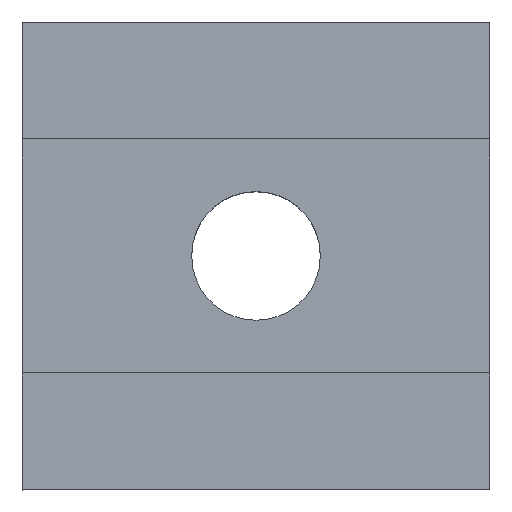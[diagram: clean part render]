
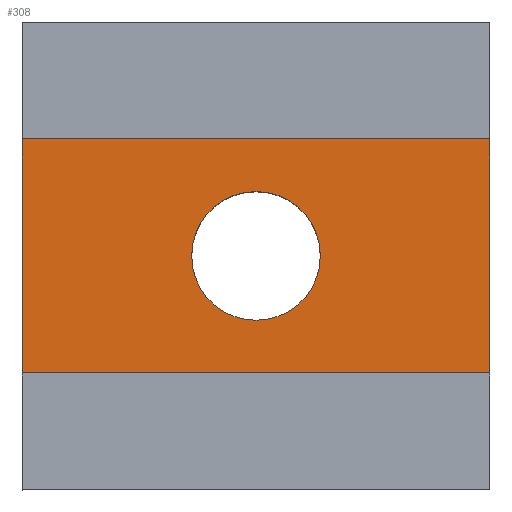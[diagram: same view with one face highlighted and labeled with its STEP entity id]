
A CAD part, top view. The second image highlights one B-rep face of the part: STEP entity #308.
In plain terms, the highlighted planar face has unit normal (0, 0, 1).
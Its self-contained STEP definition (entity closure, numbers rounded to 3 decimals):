
#1 = DIRECTION ( 'NONE',  ( 0., 0., 1. ) ) ;
#37 = CARTESIAN_POINT ( 'NONE',  ( 0., 0., 0. ) ) ;
#66 = LINE ( 'NONE', #289, #164 ) ;
#76 = CARTESIAN_POINT ( 'NONE',  ( 0., -1.65, 0. ) ) ;
#83 = ORIENTED_EDGE ( 'NONE', *, *, #201, .T. ) ;
#98 = DIRECTION ( 'NONE',  ( 0., -1., 0. ) ) ;
#99 = AXIS2_PLACEMENT_3D ( 'NONE', #395, #394, #433 ) ;
#104 = CARTESIAN_POINT ( 'NONE',  ( 6., -3., 0. ) ) ;
#105 = CARTESIAN_POINT ( 'NONE',  ( -6., 3., 0. ) ) ;
#106 = PLANE ( 'NONE',  #370 ) ;
#129 = VECTOR ( 'NONE', #141, 1000. ) ;
#141 = DIRECTION ( 'NONE',  ( -1., 0., 0. ) ) ;
#148 = FACE_OUTER_BOUND ( 'NONE', #208, .T. ) ;
#153 = VECTOR ( 'NONE', #98, 1000. ) ;
#159 = EDGE_CURVE ( 'NONE', #450, #313, #285, .T. ) ;
#164 = VECTOR ( 'NONE', #414, 1000. ) ;
#176 = VECTOR ( 'NONE', #210, 1000. ) ;
#180 = DIRECTION ( 'NONE',  ( 1., 0., 0. ) ) ;
#181 = CARTESIAN_POINT ( 'NONE',  ( 0., 1.65, 0. ) ) ;
#191 = EDGE_CURVE ( 'NONE', #312, #313, #66, .T. ) ;
#201 = EDGE_CURVE ( 'NONE', #337, #450, #479, .T. ) ;
#208 = EDGE_LOOP ( 'NONE', ( #300, #272, #83, #430 ) ) ;
#210 = DIRECTION ( 'NONE',  ( 1., 0., 0. ) ) ;
#229 = EDGE_LOOP ( 'NONE', ( #243, #294 ) ) ;
#243 = ORIENTED_EDGE ( 'NONE', *, *, #334, .T. ) ;
#245 = CARTESIAN_POINT ( 'NONE',  ( -6.6, -3., 0. ) ) ;
#268 = CIRCLE ( 'NONE', #99, 1.65 ) ;
#272 = ORIENTED_EDGE ( 'NONE', *, *, #342, .T. ) ;
#285 = LINE ( 'NONE', #245, #176 ) ;
#289 = CARTESIAN_POINT ( 'NONE',  ( 6., -6.6, 0. ) ) ;
#294 = ORIENTED_EDGE ( 'NONE', *, *, #463, .T. ) ;
#296 = CARTESIAN_POINT ( 'NONE',  ( 6., 3., 0. ) ) ;
#300 = ORIENTED_EDGE ( 'NONE', *, *, #191, .F. ) ;
#301 = DIRECTION ( 'NONE',  ( 0., 0., -1. ) ) ;
#308 = ADVANCED_FACE ( 'NONE', ( #148, #459 ), #106, .T. ) ;
#312 = VERTEX_POINT ( 'NONE', #296 ) ;
#313 = VERTEX_POINT ( 'NONE', #104 ) ;
#331 = VERTEX_POINT ( 'NONE', #76 ) ;
#334 = EDGE_CURVE ( 'NONE', #331, #356, #405, .T. ) ;
#337 = VERTEX_POINT ( 'NONE', #105 ) ;
#342 = EDGE_CURVE ( 'NONE', #312, #337, #419, .T. ) ;
#347 = CARTESIAN_POINT ( 'NONE',  ( -6.6, 3.145, 0. ) ) ;
#356 = VERTEX_POINT ( 'NONE', #181 ) ;
#370 = AXIS2_PLACEMENT_3D ( 'NONE', #347, #1, #180 ) ;
#379 = DIRECTION ( 'NONE',  ( 0., -1., 0. ) ) ;
#394 = DIRECTION ( 'NONE',  ( 0., 0., -1. ) ) ;
#395 = CARTESIAN_POINT ( 'NONE',  ( 0., 0., 0. ) ) ;
#405 = CIRCLE ( 'NONE', #410, 1.65 ) ;
#410 = AXIS2_PLACEMENT_3D ( 'NONE', #37, #301, #379 ) ;
#414 = DIRECTION ( 'NONE',  ( 0., -1., 0. ) ) ;
#419 = LINE ( 'NONE', #499, #129 ) ;
#430 = ORIENTED_EDGE ( 'NONE', *, *, #159, .T. ) ;
#431 = CARTESIAN_POINT ( 'NONE',  ( -6., -3., 0. ) ) ;
#433 = DIRECTION ( 'NONE',  ( 0., -1., 0. ) ) ;
#450 = VERTEX_POINT ( 'NONE', #431 ) ;
#459 = FACE_BOUND ( 'NONE', #229, .T. ) ;
#463 = EDGE_CURVE ( 'NONE', #356, #331, #268, .T. ) ;
#479 = LINE ( 'NONE', #495, #153 ) ;
#495 = CARTESIAN_POINT ( 'NONE',  ( -6., -6.6, 0. ) ) ;
#499 = CARTESIAN_POINT ( 'NONE',  ( -6.6, 3., 0. ) ) ;
